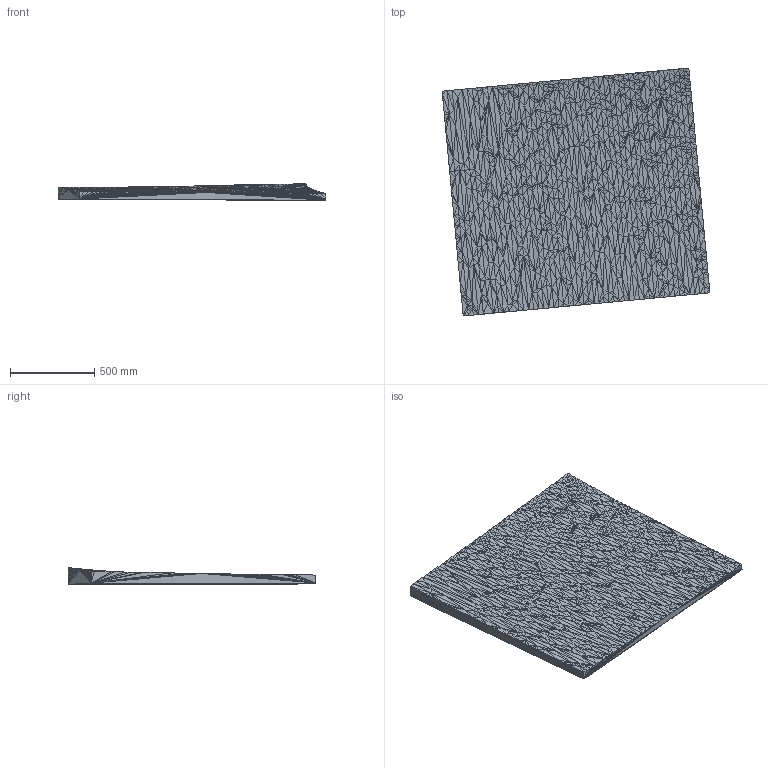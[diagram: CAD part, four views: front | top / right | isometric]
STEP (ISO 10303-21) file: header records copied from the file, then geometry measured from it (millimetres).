
FILE_DESCRIPTION(('STEP AP214'),'1');
FILE_NAME('220110 DES BR01 Pier Spherical Bearing Taper Plate_solid.step','2022-01-13T12:42:25',(' '),(' '),'Spatial InterOp 3D',' ',' ');
FILE_SCHEMA(('AUTOMOTIVE_DESIGN { 1 0 10303 214 1 1 1 1 }'));
Length unit declared in the file: metre
Products named in the file (1): 1
Bounding box: 1588.83 x 1471.52 x 99.77 mm (x, y, z)
Volume: 115767951.9 mm3; surface area: 4486121.3 mm2
Topology: 1 solids, 1 shells, 2311 faces, 3854 edges, 1502 vertices
Faces by surface type: plane 2311
Entity records: 66056 total; most frequent: DIRECTION 8362, CARTESIAN_POINT 7511, ORIENTED_EDGE 7508, EDGE_CURVE 3754, LINE 3754, VECTOR 3754, AXIS2_PLACEMENT_3D 2304, STYLED_ITEM 2303
